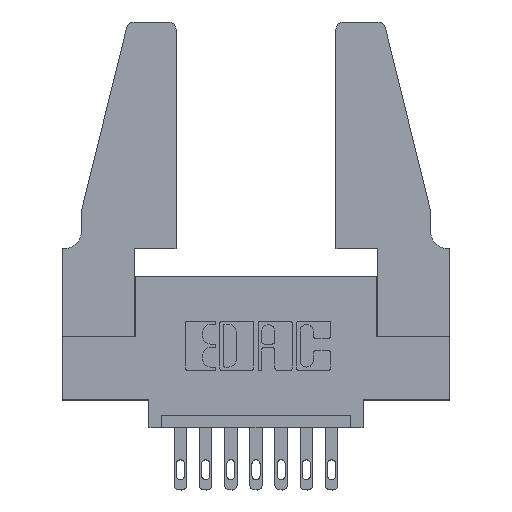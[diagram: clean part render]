
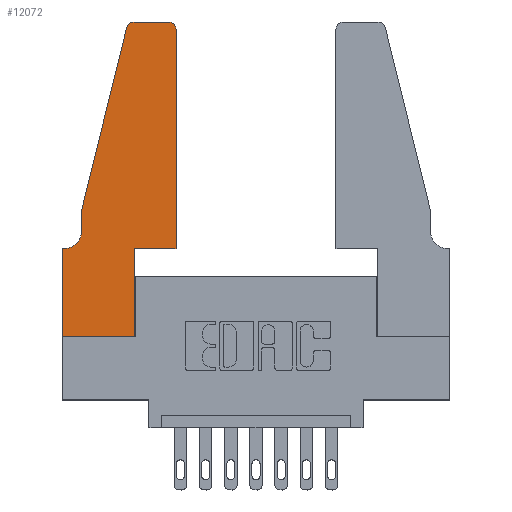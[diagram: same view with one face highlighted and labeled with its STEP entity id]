
A CAD part, top view. The second image highlights one B-rep face of the part: STEP entity #12072.
In plain terms, the highlighted planar face has unit normal (0, 0, 1).
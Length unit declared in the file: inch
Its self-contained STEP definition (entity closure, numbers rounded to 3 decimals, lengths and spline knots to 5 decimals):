
#98 = EDGE_CURVE ( 'NONE', #516, #11090, #1670, .T. ) ;
#141 = VECTOR ( 'NONE', #11245, 39.37008 ) ;
#191 = VECTOR ( 'NONE', #1175, 39.37008 ) ;
#505 = ORIENTED_EDGE ( 'NONE', *, *, #10843, .T. ) ;
#516 = VERTEX_POINT ( 'NONE', #10235 ) ;
#727 = DIRECTION ( 'NONE',  ( 0., 0., 1. ) ) ;
#890 = LINE ( 'NONE', #1317, #10023 ) ;
#971 = DIRECTION ( 'NONE',  ( -1., 0., 0. ) ) ;
#1027 = CARTESIAN_POINT ( 'NONE',  ( 0.25487, 1.22718, 0.37 ) ) ;
#1175 = DIRECTION ( 'NONE',  ( -0.239, -0.971, 0. ) ) ;
#1288 = ORIENTED_EDGE ( 'NONE', *, *, #3085, .T. ) ;
#1317 = CARTESIAN_POINT ( 'NONE',  ( 0.2605, 1.25, 0.37 ) ) ;
#1592 = DIRECTION ( 'NONE',  ( 0., -1., 0. ) ) ;
#1650 = ORIENTED_EDGE ( 'NONE', *, *, #9312, .T. ) ;
#1670 = LINE ( 'NONE', #4737, #9029 ) ;
#1671 = CARTESIAN_POINT ( 'NONE',  ( 0.4505, 0.35, 0.37 ) ) ;
#1829 = DIRECTION ( 'NONE',  ( 1., 0., 0. ) ) ;
#1983 = CARTESIAN_POINT ( 'NONE',  ( 0.2865, 0., 0.37 ) ) ;
#2042 = VECTOR ( 'NONE', #1829, 39.37008 ) ;
#2072 = AXIS2_PLACEMENT_3D ( 'NONE', #7071, #7874, #8800 ) ;
#2355 = CARTESIAN_POINT ( 'NONE',  ( 0.4205, 1.25, 0.37 ) ) ;
#2614 = LINE ( 'NONE', #2833, #141 ) ;
#2686 = EDGE_CURVE ( 'NONE', #11394, #2860, #7350, .T. ) ;
#2818 = CARTESIAN_POINT ( 'NONE',  ( 0.0755, 0.42, 0.37 ) ) ;
#2833 = CARTESIAN_POINT ( 'NONE',  ( 0.4505, 0.35, 0.37 ) ) ;
#2860 = VERTEX_POINT ( 'NONE', #1983 ) ;
#3085 = EDGE_CURVE ( 'NONE', #6288, #6846, #11203, .T. ) ;
#3198 = VECTOR ( 'NONE', #1592, 39.37008 ) ;
#3354 = VERTEX_POINT ( 'NONE', #10347 ) ;
#3359 = CIRCLE ( 'NONE', #6921, 0.03 ) ;
#3568 = VECTOR ( 'NONE', #12221, 39.37008 ) ;
#3669 = AXIS2_PLACEMENT_3D ( 'NONE', #7605, #4800, #971 ) ;
#3861 = ORIENTED_EDGE ( 'NONE', *, *, #4206, .T. ) ;
#3986 = LINE ( 'NONE', #9220, #7679 ) ;
#4037 = VERTEX_POINT ( 'NONE', #12152 ) ;
#4206 = EDGE_CURVE ( 'NONE', #11124, #3354, #11601, .T. ) ;
#4322 = DIRECTION ( 'NONE',  ( 0., 0., 1. ) ) ;
#4330 = ORIENTED_EDGE ( 'NONE', *, *, #6455, .T. ) ;
#4563 = FACE_OUTER_BOUND ( 'NONE', #9032, .T. ) ;
#4615 = DIRECTION ( 'NONE',  ( 1., 0., 0. ) ) ;
#4689 = VERTEX_POINT ( 'NONE', #2818 ) ;
#4737 = CARTESIAN_POINT ( 'NONE',  ( 0.4505, 0.35, 0.37 ) ) ;
#4800 = DIRECTION ( 'NONE',  ( 0., 0., -1. ) ) ;
#5078 = VECTOR ( 'NONE', #6909, 39.37008 ) ;
#5615 = ORIENTED_EDGE ( 'NONE', *, *, #12081, .T. ) ;
#5681 = DIRECTION ( 'NONE',  ( 0., 1., 0. ) ) ;
#5987 = PLANE ( 'NONE',  #2072 ) ;
#6181 = LINE ( 'NONE', #6509, #3568 ) ;
#6227 = DIRECTION ( 'NONE',  ( 1., 0., 0. ) ) ;
#6288 = VERTEX_POINT ( 'NONE', #10171 ) ;
#6334 = CARTESIAN_POINT ( 'NONE',  ( 0.0055, 0.35, 0.37 ) ) ;
#6424 = LINE ( 'NONE', #7982, #3198 ) ;
#6455 = EDGE_CURVE ( 'NONE', #3354, #11394, #6181, .T. ) ;
#6493 = CARTESIAN_POINT ( 'NONE',  ( 0., 0., 0.37 ) ) ;
#6509 = CARTESIAN_POINT ( 'NONE',  ( 0., 0., 0.37 ) ) ;
#6559 = ORIENTED_EDGE ( 'NONE', *, *, #2686, .T. ) ;
#6846 = VERTEX_POINT ( 'NONE', #1027 ) ;
#6909 = DIRECTION ( 'NONE',  ( -1., 0., 0. ) ) ;
#6921 = AXIS2_PLACEMENT_3D ( 'NONE', #11948, #4322, #6227 ) ;
#7071 = CARTESIAN_POINT ( 'NONE',  ( 0., 0.35, 0.37 ) ) ;
#7350 = LINE ( 'NONE', #6493, #2042 ) ;
#7605 = CARTESIAN_POINT ( 'NONE',  ( 0.0055, 0.42, 0.37 ) ) ;
#7679 = VECTOR ( 'NONE', #5681, 39.37008 ) ;
#7715 = CARTESIAN_POINT ( 'NONE',  ( 0., 0., 0.37 ) ) ;
#7728 = EDGE_CURVE ( 'NONE', #4689, #11124, #9142, .T. ) ;
#7874 = DIRECTION ( 'NONE',  ( 0., 0., 1. ) ) ;
#7911 = DIRECTION ( 'NONE',  ( -1., 0., 0. ) ) ;
#7982 = CARTESIAN_POINT ( 'NONE',  ( 0.0755, 0.5, 0.37 ) ) ;
#8594 = ORIENTED_EDGE ( 'NONE', *, *, #8834, .T. ) ;
#8763 = EDGE_CURVE ( 'NONE', #11090, #4037, #2614, .T. ) ;
#8785 = CARTESIAN_POINT ( 'NONE',  ( 0.0755, 0.5, 0.37 ) ) ;
#8800 = DIRECTION ( 'NONE',  ( 1., 0., 0. ) ) ;
#8834 = EDGE_CURVE ( 'NONE', #4037, #11526, #3359, .T. ) ;
#9014 = ORIENTED_EDGE ( 'NONE', *, *, #11824, .T. ) ;
#9029 = VECTOR ( 'NONE', #4615, 39.37008 ) ;
#9032 = EDGE_LOOP ( 'NONE', ( #5615, #1288, #505, #1650, #11560, #3861, #4330, #6559, #9014, #9048, #9830, #8594 ) ) ;
#9048 = ORIENTED_EDGE ( 'NONE', *, *, #98, .T. ) ;
#9080 = CARTESIAN_POINT ( 'NONE',  ( 0.284, 1.22, 0.37 ) ) ;
#9142 = CIRCLE ( 'NONE', #3669, 0.07 ) ;
#9220 = CARTESIAN_POINT ( 'NONE',  ( 0.2865, 0.35, 0.37 ) ) ;
#9312 = EDGE_CURVE ( 'NONE', #12122, #4689, #6424, .T. ) ;
#9588 = LINE ( 'NONE', #8785, #191 ) ;
#9724 = AXIS2_PLACEMENT_3D ( 'NONE', #9080, #727, #11035 ) ;
#9826 = CARTESIAN_POINT ( 'NONE',  ( 0.0755, 0.5, 0.37 ) ) ;
#9830 = ORIENTED_EDGE ( 'NONE', *, *, #8763, .T. ) ;
#10023 = VECTOR ( 'NONE', #7911, 39.37008 ) ;
#10171 = CARTESIAN_POINT ( 'NONE',  ( 0.284, 1.25, 0.37 ) ) ;
#10235 = CARTESIAN_POINT ( 'NONE',  ( 0.2865, 0.35, 0.37 ) ) ;
#10347 = CARTESIAN_POINT ( 'NONE',  ( 0., 0.35, 0.37 ) ) ;
#10479 = CARTESIAN_POINT ( 'NONE',  ( 0.0755, 0.35, 0.37 ) ) ;
#10843 = EDGE_CURVE ( 'NONE', #6846, #12122, #9588, .T. ) ;
#11035 = DIRECTION ( 'NONE',  ( 1., 0., 0. ) ) ;
#11090 = VERTEX_POINT ( 'NONE', #1671 ) ;
#11124 = VERTEX_POINT ( 'NONE', #6334 ) ;
#11203 = CIRCLE ( 'NONE', #9724, 0.03 ) ;
#11245 = DIRECTION ( 'NONE',  ( 0., 1., 0. ) ) ;
#11394 = VERTEX_POINT ( 'NONE', #7715 ) ;
#11526 = VERTEX_POINT ( 'NONE', #2355 ) ;
#11560 = ORIENTED_EDGE ( 'NONE', *, *, #7728, .T. ) ;
#11601 = LINE ( 'NONE', #10479, #5078 ) ;
#11824 = EDGE_CURVE ( 'NONE', #2860, #516, #3986, .T. ) ;
#11948 = CARTESIAN_POINT ( 'NONE',  ( 0.4205, 1.22, 0.37 ) ) ;
#12072 = ADVANCED_FACE ( 'NONE', ( #4563 ), #5987, .T. ) ;
#12081 = EDGE_CURVE ( 'NONE', #11526, #6288, #890, .T. ) ;
#12122 = VERTEX_POINT ( 'NONE', #9826 ) ;
#12152 = CARTESIAN_POINT ( 'NONE',  ( 0.4505, 1.22, 0.37 ) ) ;
#12221 = DIRECTION ( 'NONE',  ( 0., -1., 0. ) ) ;
